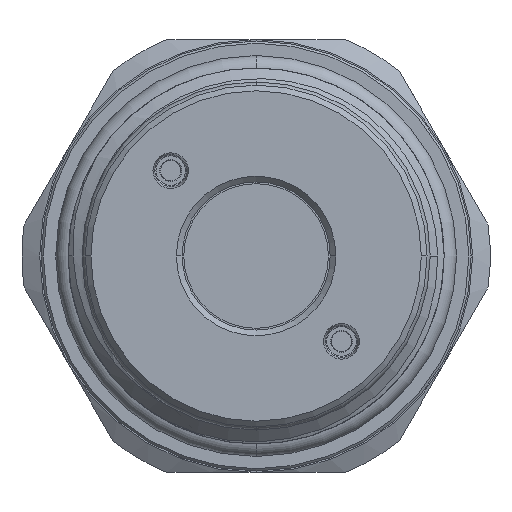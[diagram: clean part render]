
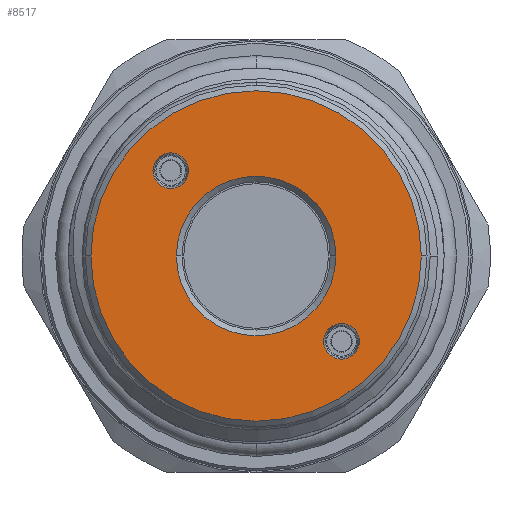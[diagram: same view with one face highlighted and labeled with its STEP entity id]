
A CAD part, left-side view. The second image highlights one B-rep face of the part: STEP entity #8517.
In plain terms, the highlighted planar face has unit normal (-1, 0, 0).
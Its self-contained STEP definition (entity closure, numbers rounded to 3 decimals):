
#74 = CARTESIAN_POINT ( 'NONE',  ( 0., 0., 0. ) ) ;
#159 = VERTEX_POINT ( 'NONE', #12518 ) ;
#1617 = CARTESIAN_POINT ( 'NONE',  ( 0., 0., 0. ) ) ;
#1840 = DIRECTION ( 'NONE',  ( 0., 1., 0. ) ) ;
#1945 = DIRECTION ( 'NONE',  ( 1., 0., 0. ) ) ;
#1982 = EDGE_CURVE ( 'NONE', #15112, #3250, #4053, .T. ) ;
#2016 = CARTESIAN_POINT ( 'NONE',  ( 0., -14.5, 0. ) ) ;
#2118 = ORIENTED_EDGE ( 'NONE', *, *, #1982, .T. ) ;
#2644 = CIRCLE ( 'NONE', #9475, 1.561 ) ;
#2849 = DIRECTION ( 'NONE',  ( 0., 1., 0. ) ) ;
#3161 = FACE_OUTER_BOUND ( 'NONE', #12517, .T. ) ;
#3250 = VERTEX_POINT ( 'NONE', #4512 ) ;
#3491 = CARTESIAN_POINT ( 'NONE',  ( 0., 14.5, 0. ) ) ;
#3641 = AXIS2_PLACEMENT_3D ( 'NONE', #1617, #10104, #2849 ) ;
#3663 = EDGE_CURVE ( 'NONE', #159, #6899, #2644, .T. ) ;
#3958 = CARTESIAN_POINT ( 'NONE',  ( 0., 0., 0. ) ) ;
#3977 = CIRCLE ( 'NONE', #13099, 7. ) ;
#4049 = CARTESIAN_POINT ( 'NONE',  ( 0., 7.495, 7.495 ) ) ;
#4053 = CIRCLE ( 'NONE', #14095, 7. ) ;
#4333 = CIRCLE ( 'NONE', #5867, 1.561 ) ;
#4512 = CARTESIAN_POINT ( 'NONE',  ( 0., -7., 0. ) ) ;
#4664 = ORIENTED_EDGE ( 'NONE', *, *, #13439, .T. ) ;
#4925 = CIRCLE ( 'NONE', #3641, 14.5 ) ;
#4947 = CARTESIAN_POINT ( 'NONE',  ( 0., -7.495, -5.935 ) ) ;
#5140 = DIRECTION ( 'NONE',  ( -1., 0., 0. ) ) ;
#5246 = DIRECTION ( 'NONE',  ( 0., 0., 1. ) ) ;
#5451 = CIRCLE ( 'NONE', #15230, 1.561 ) ;
#5756 = EDGE_LOOP ( 'NONE', ( #8619, #13594 ) ) ;
#5799 = CARTESIAN_POINT ( 'NONE',  ( 0., 7., 0. ) ) ;
#5867 = AXIS2_PLACEMENT_3D ( 'NONE', #14259, #6992, #9534 ) ;
#5869 = EDGE_CURVE ( 'NONE', #6899, #159, #5451, .T. ) ;
#5951 = ORIENTED_EDGE ( 'NONE', *, *, #14742, .T. ) ;
#6899 = VERTEX_POINT ( 'NONE', #4947 ) ;
#6992 = DIRECTION ( 'NONE',  ( -1., 0., 0. ) ) ;
#7067 = DIRECTION ( 'NONE',  ( 0., 1., 0. ) ) ;
#7274 = EDGE_CURVE ( 'NONE', #12459, #7306, #7929, .T. ) ;
#7306 = VERTEX_POINT ( 'NONE', #11244 ) ;
#7412 = CARTESIAN_POINT ( 'NONE',  ( 0., -7.495, -7.495 ) ) ;
#7469 = DIRECTION ( 'NONE',  ( 0., 1., 0. ) ) ;
#7929 = CIRCLE ( 'NONE', #14554, 1.561 ) ;
#8077 = EDGE_LOOP ( 'NONE', ( #13768, #14924 ) ) ;
#8085 = FACE_BOUND ( 'NONE', #8077, .T. ) ;
#8118 = CARTESIAN_POINT ( 'NONE',  ( 0., -7.495, -7.495 ) ) ;
#8292 = DIRECTION ( 'NONE',  ( 1., 0., 0. ) ) ;
#8517 = ADVANCED_FACE ( 'NONE', ( #11524, #3161, #8085, #10744 ), #14347, .F. ) ;
#8619 = ORIENTED_EDGE ( 'NONE', *, *, #3663, .F. ) ;
#9475 = AXIS2_PLACEMENT_3D ( 'NONE', #8118, #10555, #12974 ) ;
#9534 = DIRECTION ( 'NONE',  ( 0., 0., 1. ) ) ;
#9730 = AXIS2_PLACEMENT_3D ( 'NONE', #3958, #14951, #7469 ) ;
#9747 = DIRECTION ( 'NONE',  ( 1., 0., 0. ) ) ;
#10104 = DIRECTION ( 'NONE',  ( -1., 0., 0. ) ) ;
#10222 = DIRECTION ( 'NONE',  ( -1., 0., 0. ) ) ;
#10555 = DIRECTION ( 'NONE',  ( -1., 0., 0. ) ) ;
#10744 = FACE_BOUND ( 'NONE', #5756, .T. ) ;
#11118 = AXIS2_PLACEMENT_3D ( 'NONE', #14463, #8292, #7067 ) ;
#11244 = CARTESIAN_POINT ( 'NONE',  ( 0., 7.495, 9.056 ) ) ;
#11509 = VERTEX_POINT ( 'NONE', #2016 ) ;
#11524 = FACE_BOUND ( 'NONE', #14083, .T. ) ;
#12046 = ORIENTED_EDGE ( 'NONE', *, *, #12298, .T. ) ;
#12237 = DIRECTION ( 'NONE',  ( 0., 0., -1. ) ) ;
#12298 = EDGE_CURVE ( 'NONE', #14585, #11509, #4925, .T. ) ;
#12459 = VERTEX_POINT ( 'NONE', #14122 ) ;
#12517 = EDGE_LOOP ( 'NONE', ( #12046, #5951 ) ) ;
#12518 = CARTESIAN_POINT ( 'NONE',  ( 0., -7.495, -9.056 ) ) ;
#12974 = DIRECTION ( 'NONE',  ( 0., 0., -1. ) ) ;
#13099 = AXIS2_PLACEMENT_3D ( 'NONE', #13875, #1945, #1840 ) ;
#13429 = DIRECTION ( 'NONE',  ( 0., 1., 0. ) ) ;
#13439 = EDGE_CURVE ( 'NONE', #3250, #15112, #3977, .T. ) ;
#13594 = ORIENTED_EDGE ( 'NONE', *, *, #5869, .F. ) ;
#13768 = ORIENTED_EDGE ( 'NONE', *, *, #14530, .F. ) ;
#13875 = CARTESIAN_POINT ( 'NONE',  ( 0., 0., 0. ) ) ;
#14083 = EDGE_LOOP ( 'NONE', ( #4664, #2118 ) ) ;
#14095 = AXIS2_PLACEMENT_3D ( 'NONE', #74, #9747, #13429 ) ;
#14122 = CARTESIAN_POINT ( 'NONE',  ( 0., 7.495, 5.935 ) ) ;
#14259 = CARTESIAN_POINT ( 'NONE',  ( 0., 7.495, 7.495 ) ) ;
#14347 = PLANE ( 'NONE',  #11118 ) ;
#14463 = CARTESIAN_POINT ( 'NONE',  ( 0., 0., 0. ) ) ;
#14530 = EDGE_CURVE ( 'NONE', #7306, #12459, #4333, .T. ) ;
#14554 = AXIS2_PLACEMENT_3D ( 'NONE', #4049, #10222, #5246 ) ;
#14585 = VERTEX_POINT ( 'NONE', #3491 ) ;
#14742 = EDGE_CURVE ( 'NONE', #11509, #14585, #15482, .T. ) ;
#14924 = ORIENTED_EDGE ( 'NONE', *, *, #7274, .F. ) ;
#14951 = DIRECTION ( 'NONE',  ( -1., 0., 0. ) ) ;
#15112 = VERTEX_POINT ( 'NONE', #5799 ) ;
#15230 = AXIS2_PLACEMENT_3D ( 'NONE', #7412, #5140, #12237 ) ;
#15482 = CIRCLE ( 'NONE', #9730, 14.5 ) ;
